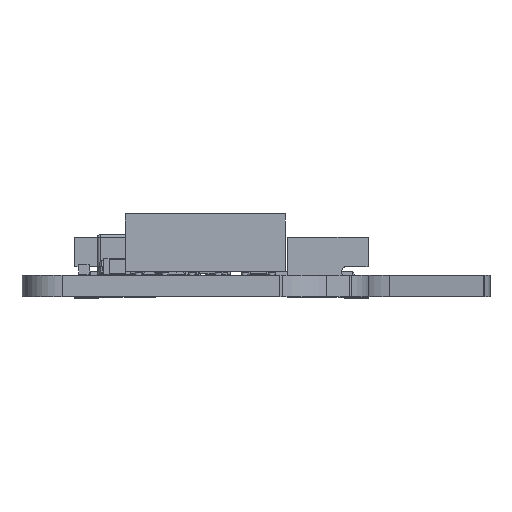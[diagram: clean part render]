
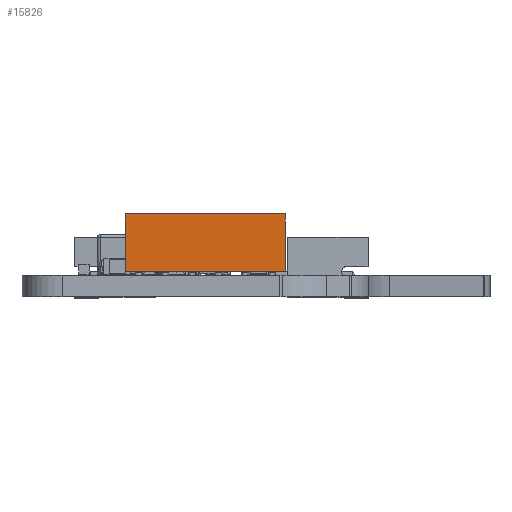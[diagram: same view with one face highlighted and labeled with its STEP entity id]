
A CAD part, left-side view. The second image highlights one B-rep face of the part: STEP entity #15826.
In plain terms, the highlighted face is planar.
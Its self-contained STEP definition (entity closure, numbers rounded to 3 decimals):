
#15826 = ADVANCED_FACE('',(#15827),#15861,.F.);
#15827 = FACE_BOUND('',#15828,.F.);
#15828 = EDGE_LOOP('',(#15829,#15839,#15847,#15855));
#15829 = ORIENTED_EDGE('',*,*,#15830,.T.);
#15830 = EDGE_CURVE('',#15831,#15833,#15835,.T.);
#15831 = VERTEX_POINT('',#15832);
#15832 = CARTESIAN_POINT('',(2.,-6.,0.25));
#15833 = VERTEX_POINT('',#15834);
#15834 = CARTESIAN_POINT('',(2.,-6.,4.55));
#15835 = LINE('',#15836,#15837);
#15836 = CARTESIAN_POINT('',(2.,-6.,0.25));
#15837 = VECTOR('',#15838,1.);
#15838 = DIRECTION('',(0.,0.,1.));
#15839 = ORIENTED_EDGE('',*,*,#15840,.T.);
#15840 = EDGE_CURVE('',#15833,#15841,#15843,.T.);
#15841 = VERTEX_POINT('',#15842);
#15842 = CARTESIAN_POINT('',(2.,6.,4.55));
#15843 = LINE('',#15844,#15845);
#15844 = CARTESIAN_POINT('',(2.,-6.,4.55));
#15845 = VECTOR('',#15846,1.);
#15846 = DIRECTION('',(0.,1.,0.));
#15847 = ORIENTED_EDGE('',*,*,#15848,.F.);
#15848 = EDGE_CURVE('',#15849,#15841,#15851,.T.);
#15849 = VERTEX_POINT('',#15850);
#15850 = CARTESIAN_POINT('',(2.,6.,0.25));
#15851 = LINE('',#15852,#15853);
#15852 = CARTESIAN_POINT('',(2.,6.,0.25));
#15853 = VECTOR('',#15854,1.);
#15854 = DIRECTION('',(0.,0.,1.));
#15855 = ORIENTED_EDGE('',*,*,#15856,.F.);
#15856 = EDGE_CURVE('',#15831,#15849,#15857,.T.);
#15857 = LINE('',#15858,#15859);
#15858 = CARTESIAN_POINT('',(2.,-6.,0.25));
#15859 = VECTOR('',#15860,1.);
#15860 = DIRECTION('',(0.,1.,0.));
#15861 = PLANE('',#15862);
#15862 = AXIS2_PLACEMENT_3D('',#15863,#15864,#15865);
#15863 = CARTESIAN_POINT('',(2.,-6.,0.25));
#15864 = DIRECTION('',(-1.,0.,0.));
#15865 = DIRECTION('',(0.,1.,0.));
